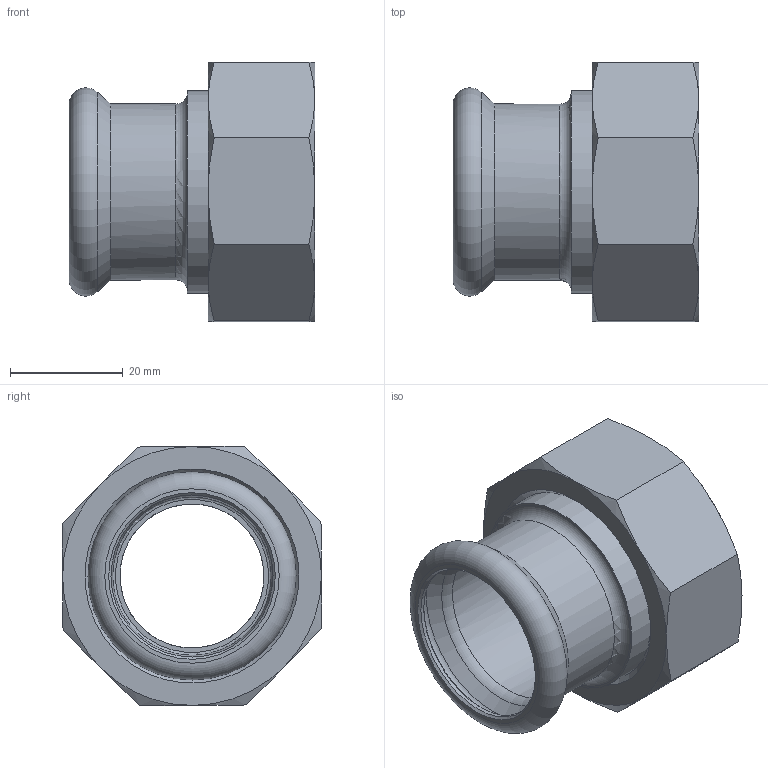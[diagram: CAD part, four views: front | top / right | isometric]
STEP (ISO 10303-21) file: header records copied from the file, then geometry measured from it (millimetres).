
FILE_DESCRIPTION(/* description */ (''),/* implementation_level */ '2;1');
FILE_NAME(/* name */ '45035.stp',/* time_stamp */ '2023-09-08T11:34:39+02:00',/* author */ ('JANAN'),/* organization */ (''),/* preprocessor_version */ 'ST-DEVELOPER v19.2',/* originating_system */ 'Autodesk Inventor 2023',/* authorisation */ '');
FILE_SCHEMA (('AUTOMOTIVE_DESIGN { 1 0 10303 214 3 1 1 }'));
Length unit declared in the file: millimetre
Products named in the file (1): tmpB997.tmp
Bounding box: 43.7 x 46.16 x 46.16 mm (x, y, z)
Volume: 21852.6 mm3; surface area: 16219.6 mm2
Topology: 3 solids, 3 shells, 57 faces, 115 edges, 67 vertices
Faces by surface type: cone 24, plane 17, cylinder 10, torus 6
Full cylindrical faces by diameter (mm): 25.6 x2, 28.2 x1, 28.8 x1, 31.3 x1, 36 x2, 36.1 x1, 39 x1, 39.15 x1
Entity records: 1569 total; most frequent: CARTESIAN_POINT 310, DIRECTION 256, ORIENTED_EDGE 230, EDGE_CURVE 115, AXIS2_PLACEMENT_3D 115, VERTEX_POINT 67, EDGE_LOOP 66, STYLED_ITEM 60
